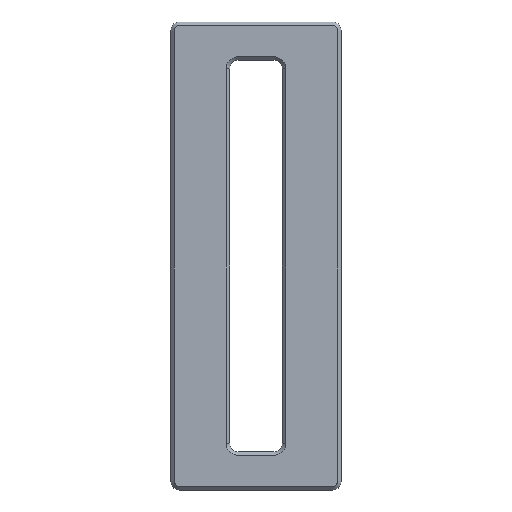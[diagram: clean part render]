
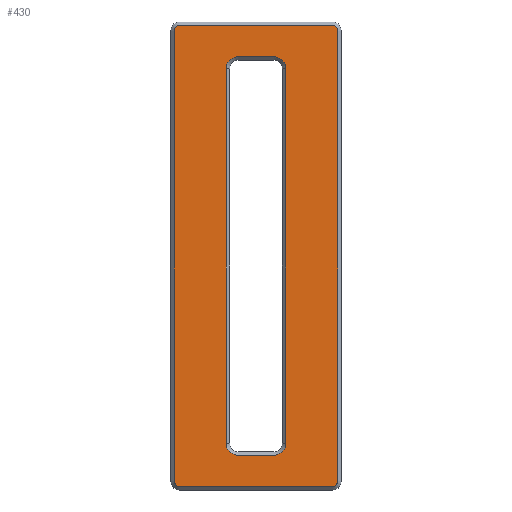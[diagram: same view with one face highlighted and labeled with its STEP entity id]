
A CAD part, top view. The second image highlights one B-rep face of the part: STEP entity #430.
In plain terms, the highlighted planar face has unit normal (0, 0, 1).
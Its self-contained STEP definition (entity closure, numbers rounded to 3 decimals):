
#144 = VERTEX_POINT('',#145);
#145 = CARTESIAN_POINT('',(132.,147.1,10.4));
#153 = VERTEX_POINT('',#154);
#154 = CARTESIAN_POINT('',(114.,147.1,10.4));
#160 = EDGE_CURVE('',#144,#153,#161,.T.);
#161 = LINE('',#162,#163);
#162 = CARTESIAN_POINT('',(132.,147.1,10.4));
#163 = VECTOR('',#164,1.);
#164 = DIRECTION('',(-1.,0.,0.));
#264 = VERTEX_POINT('',#265);
#265 = CARTESIAN_POINT('',(132.6,146.5,10.4));
#273 = EDGE_CURVE('',#264,#144,#274,.T.);
#274 = CIRCLE('',#275,0.6);
#275 = AXIS2_PLACEMENT_3D('',#276,#277,#278);
#276 = CARTESIAN_POINT('',(132.,146.5,10.4));
#277 = DIRECTION('',(0.,-0.,1.));
#278 = DIRECTION('',(1.,0.,0.));
#430 = ADVANCED_FACE('',(#431,#484),#554,.T.);
#431 = FACE_BOUND('',#432,.T.);
#432 = EDGE_LOOP('',(#433,#434,#443,#451,#460,#468,#477,#483));
#433 = ORIENTED_EDGE('',*,*,#160,.T.);
#434 = ORIENTED_EDGE('',*,*,#435,.T.);
#435 = EDGE_CURVE('',#153,#436,#438,.T.);
#436 = VERTEX_POINT('',#437);
#437 = CARTESIAN_POINT('',(113.4,146.5,10.4));
#438 = CIRCLE('',#439,0.6);
#439 = AXIS2_PLACEMENT_3D('',#440,#441,#442);
#440 = CARTESIAN_POINT('',(114.,146.5,10.4));
#441 = DIRECTION('',(0.,-0.,1.));
#442 = DIRECTION('',(0.,1.,0.));
#443 = ORIENTED_EDGE('',*,*,#444,.T.);
#444 = EDGE_CURVE('',#436,#445,#447,.T.);
#445 = VERTEX_POINT('',#446);
#446 = CARTESIAN_POINT('',(113.4,93.5,10.4));
#447 = LINE('',#448,#449);
#448 = CARTESIAN_POINT('',(113.4,146.5,10.4));
#449 = VECTOR('',#450,1.);
#450 = DIRECTION('',(0.,-1.,0.));
#451 = ORIENTED_EDGE('',*,*,#452,.T.);
#452 = EDGE_CURVE('',#445,#453,#455,.T.);
#453 = VERTEX_POINT('',#454);
#454 = CARTESIAN_POINT('',(114.,92.9,10.4));
#455 = CIRCLE('',#456,0.6);
#456 = AXIS2_PLACEMENT_3D('',#457,#458,#459);
#457 = CARTESIAN_POINT('',(114.,93.5,10.4));
#458 = DIRECTION('',(0.,0.,1.));
#459 = DIRECTION('',(-1.,0.,0.));
#460 = ORIENTED_EDGE('',*,*,#461,.T.);
#461 = EDGE_CURVE('',#453,#462,#464,.T.);
#462 = VERTEX_POINT('',#463);
#463 = CARTESIAN_POINT('',(132.,92.9,10.4));
#464 = LINE('',#465,#466);
#465 = CARTESIAN_POINT('',(114.,92.9,10.4));
#466 = VECTOR('',#467,1.);
#467 = DIRECTION('',(1.,0.,0.));
#468 = ORIENTED_EDGE('',*,*,#469,.T.);
#469 = EDGE_CURVE('',#462,#470,#472,.T.);
#470 = VERTEX_POINT('',#471);
#471 = CARTESIAN_POINT('',(132.6,93.5,10.4));
#472 = CIRCLE('',#473,0.6);
#473 = AXIS2_PLACEMENT_3D('',#474,#475,#476);
#474 = CARTESIAN_POINT('',(132.,93.5,10.4));
#475 = DIRECTION('',(-0.,0.,1.));
#476 = DIRECTION('',(0.,-1.,0.));
#477 = ORIENTED_EDGE('',*,*,#478,.T.);
#478 = EDGE_CURVE('',#470,#264,#479,.T.);
#479 = LINE('',#480,#481);
#480 = CARTESIAN_POINT('',(132.6,93.5,10.4));
#481 = VECTOR('',#482,1.);
#482 = DIRECTION('',(0.,1.,0.));
#483 = ORIENTED_EDGE('',*,*,#273,.T.);
#484 = FACE_BOUND('',#485,.T.);
#485 = EDGE_LOOP('',(#486,#496,#505,#513,#522,#530,#539,#547));
#486 = ORIENTED_EDGE('',*,*,#487,.F.);
#487 = EDGE_CURVE('',#488,#490,#492,.T.);
#488 = VERTEX_POINT('',#489);
#489 = CARTESIAN_POINT('',(125.1,143.429,10.4));
#490 = VERTEX_POINT('',#491);
#491 = CARTESIAN_POINT('',(120.9,143.429,10.4));
#492 = LINE('',#493,#494);
#493 = CARTESIAN_POINT('',(125.1,143.429,10.4));
#494 = VECTOR('',#495,1.);
#495 = DIRECTION('',(-1.,0.,0.));
#496 = ORIENTED_EDGE('',*,*,#497,.F.);
#497 = EDGE_CURVE('',#498,#488,#500,.T.);
#498 = VERTEX_POINT('',#499);
#499 = CARTESIAN_POINT('',(126.5,142.029,10.4));
#500 = CIRCLE('',#501,1.4);
#501 = AXIS2_PLACEMENT_3D('',#502,#503,#504);
#502 = CARTESIAN_POINT('',(125.1,142.029,10.4));
#503 = DIRECTION('',(0.,0.,1.));
#504 = DIRECTION('',(1.,0.,0.));
#505 = ORIENTED_EDGE('',*,*,#506,.F.);
#506 = EDGE_CURVE('',#507,#498,#509,.T.);
#507 = VERTEX_POINT('',#508);
#508 = CARTESIAN_POINT('',(126.5,97.971,10.4));
#509 = LINE('',#510,#511);
#510 = CARTESIAN_POINT('',(126.5,97.971,10.4));
#511 = VECTOR('',#512,1.);
#512 = DIRECTION('',(0.,1.,0.));
#513 = ORIENTED_EDGE('',*,*,#514,.F.);
#514 = EDGE_CURVE('',#515,#507,#517,.T.);
#515 = VERTEX_POINT('',#516);
#516 = CARTESIAN_POINT('',(125.1,96.571,10.4));
#517 = CIRCLE('',#518,1.4);
#518 = AXIS2_PLACEMENT_3D('',#519,#520,#521);
#519 = CARTESIAN_POINT('',(125.1,97.971,10.4));
#520 = DIRECTION('',(-0.,0.,1.));
#521 = DIRECTION('',(0.,-1.,0.));
#522 = ORIENTED_EDGE('',*,*,#523,.F.);
#523 = EDGE_CURVE('',#524,#515,#526,.T.);
#524 = VERTEX_POINT('',#525);
#525 = CARTESIAN_POINT('',(120.9,96.571,10.4));
#526 = LINE('',#527,#528);
#527 = CARTESIAN_POINT('',(120.9,96.571,10.4));
#528 = VECTOR('',#529,1.);
#529 = DIRECTION('',(1.,0.,0.));
#530 = ORIENTED_EDGE('',*,*,#531,.F.);
#531 = EDGE_CURVE('',#532,#524,#534,.T.);
#532 = VERTEX_POINT('',#533);
#533 = CARTESIAN_POINT('',(119.5,97.971,10.4));
#534 = CIRCLE('',#535,1.4);
#535 = AXIS2_PLACEMENT_3D('',#536,#537,#538);
#536 = CARTESIAN_POINT('',(120.9,97.971,10.4));
#537 = DIRECTION('',(0.,0.,1.));
#538 = DIRECTION('',(-1.,0.,0.));
#539 = ORIENTED_EDGE('',*,*,#540,.F.);
#540 = EDGE_CURVE('',#541,#532,#543,.T.);
#541 = VERTEX_POINT('',#542);
#542 = CARTESIAN_POINT('',(119.5,142.029,10.4));
#543 = LINE('',#544,#545);
#544 = CARTESIAN_POINT('',(119.5,142.029,10.4));
#545 = VECTOR('',#546,1.);
#546 = DIRECTION('',(0.,-1.,0.));
#547 = ORIENTED_EDGE('',*,*,#548,.F.);
#548 = EDGE_CURVE('',#490,#541,#549,.T.);
#549 = CIRCLE('',#550,1.4);
#550 = AXIS2_PLACEMENT_3D('',#551,#552,#553);
#551 = CARTESIAN_POINT('',(120.9,142.029,10.4));
#552 = DIRECTION('',(0.,-0.,1.));
#553 = DIRECTION('',(0.,1.,0.));
#554 = PLANE('',#555);
#555 = AXIS2_PLACEMENT_3D('',#556,#557,#558);
#556 = CARTESIAN_POINT('',(123.,120.,10.4));
#557 = DIRECTION('',(0.,0.,1.));
#558 = DIRECTION('',(1.,0.,0.));
